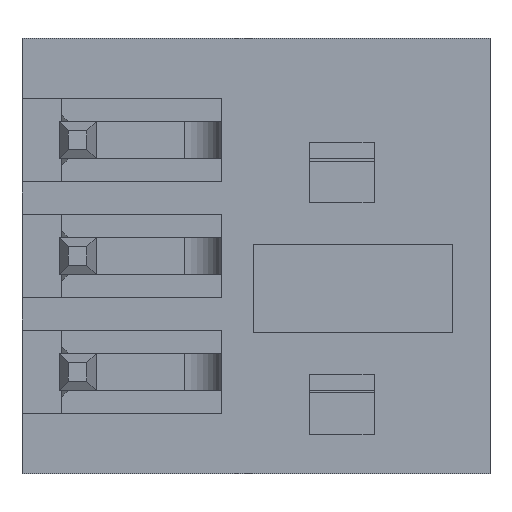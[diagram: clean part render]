
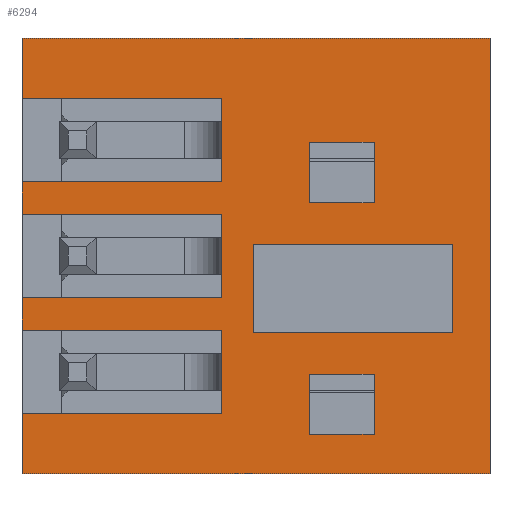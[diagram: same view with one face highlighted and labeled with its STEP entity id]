
A CAD part, left-side view. The second image highlights one B-rep face of the part: STEP entity #6294.
In plain terms, the highlighted planar face has unit normal (-1, 0, 0).
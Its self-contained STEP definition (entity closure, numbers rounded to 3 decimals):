
#81=DIRECTION('',(0.,0.,1.));
#82=VECTOR('',#81,0.7);
#83=CARTESIAN_POINT('',(-3.9,10.1,4.65));
#84=LINE('',#83,#82);
#88=DIRECTION('',(0.,1.,0.));
#89=VECTOR('',#88,1.4);
#90=CARTESIAN_POINT('',(-3.9,2.5,6.2));
#91=LINE('',#90,#89);
#95=DIRECTION('',(0.,0.,-1.));
#96=VECTOR('',#95,1.3);
#97=CARTESIAN_POINT('',(-3.9,3.9,6.2));
#98=LINE('',#97,#96);
#102=DIRECTION('',(0.,-1.,0.));
#103=VECTOR('',#102,1.4);
#104=CARTESIAN_POINT('',(-3.9,3.9,4.9));
#105=LINE('',#104,#103);
#109=DIRECTION('',(0.,0.,1.));
#110=VECTOR('',#109,1.3);
#111=CARTESIAN_POINT('',(-3.9,2.5,4.9));
#112=LINE('',#111,#110);
#116=DIRECTION('',(0.,1.,0.));
#117=VECTOR('',#116,1.4);
#118=CARTESIAN_POINT('',(-3.9,2.5,1.2));
#119=LINE('',#118,#117);
#123=DIRECTION('',(0.,0.,-1.));
#124=VECTOR('',#123,1.3);
#125=CARTESIAN_POINT('',(-3.9,3.9,1.2));
#126=LINE('',#125,#124);
#130=DIRECTION('',(0.,-1.,0.));
#131=VECTOR('',#130,1.4);
#132=CARTESIAN_POINT('',(-3.9,3.9,-0.1));
#133=LINE('',#132,#131);
#137=DIRECTION('',(0.,0.,1.));
#138=VECTOR('',#137,1.3);
#139=CARTESIAN_POINT('',(-3.9,2.5,-0.1));
#140=LINE('',#139,#138);
#144=DIRECTION('',(0.,1.,0.));
#145=VECTOR('',#144,4.3);
#146=CARTESIAN_POINT('',(-3.9,0.8,4.));
#147=LINE('',#146,#145);
#151=DIRECTION('',(0.,-1.,0.));
#152=VECTOR('',#151,4.3);
#153=CARTESIAN_POINT('',(-3.9,5.1,2.1));
#154=LINE('',#153,#152);
#263=DIRECTION('',(0.,0.,-1.));
#264=VECTOR('',#263,1.3);
#265=CARTESIAN_POINT('',(-3.9,10.1,8.45));
#266=LINE('',#265,#264);
#312=DIRECTION('',(0.,0.,-1.));
#313=VECTOR('',#312,0.7);
#314=CARTESIAN_POINT('',(-3.9,10.1,2.85));
#315=LINE('',#314,#313);
#340=DIRECTION('',(0.,0.,-1.));
#341=VECTOR('',#340,1.3);
#342=CARTESIAN_POINT('',(-3.9,10.1,0.35));
#343=LINE('',#342,#341);
#760=DIRECTION('',(0.,0.,1.));
#761=VECTOR('',#760,9.4);
#762=CARTESIAN_POINT('',(-3.9,0.,-0.95));
#763=LINE('',#762,#761);
#3075=DIRECTION('',(0.,-1.,0.));
#3076=VECTOR('',#3075,10.1);
#3077=CARTESIAN_POINT('',(-3.9,10.1,8.45));
#3078=LINE('',#3077,#3076);
#3187=DIRECTION('',(0.,-1.,0.));
#3188=VECTOR('',#3187,10.1);
#3189=CARTESIAN_POINT('',(-3.9,10.1,-0.95));
#3190=LINE('',#3189,#3188);
#3299=DIRECTION('',(0.,-1.,0.));
#3300=VECTOR('',#3299,4.3);
#3301=CARTESIAN_POINT('',(-3.9,10.1,7.15));
#3302=LINE('',#3301,#3300);
#3320=DIRECTION('',(0.,0.,-1.));
#3321=VECTOR('',#3320,1.8);
#3322=CARTESIAN_POINT('',(-3.9,5.8,7.15));
#3323=LINE('',#3322,#3321);
#3823=DIRECTION('',(0.,1.,0.));
#3824=VECTOR('',#3823,4.3);
#3825=CARTESIAN_POINT('',(-3.9,5.8,5.35));
#3826=LINE('',#3825,#3824);
#3914=DIRECTION('',(0.,-1.,0.));
#3915=VECTOR('',#3914,4.3);
#3916=CARTESIAN_POINT('',(-3.9,10.1,4.65));
#3917=LINE('',#3916,#3915);
#3935=DIRECTION('',(0.,0.,-1.));
#3936=VECTOR('',#3935,1.8);
#3937=CARTESIAN_POINT('',(-3.9,5.8,4.65));
#3938=LINE('',#3937,#3936);
#4438=DIRECTION('',(0.,1.,0.));
#4439=VECTOR('',#4438,4.3);
#4440=CARTESIAN_POINT('',(-3.9,5.8,2.85));
#4441=LINE('',#4440,#4439);
#4529=DIRECTION('',(0.,-1.,0.));
#4530=VECTOR('',#4529,4.3);
#4531=CARTESIAN_POINT('',(-3.9,10.1,2.15));
#4532=LINE('',#4531,#4530);
#4550=DIRECTION('',(0.,0.,-1.));
#4551=VECTOR('',#4550,1.8);
#4552=CARTESIAN_POINT('',(-3.9,5.8,2.15));
#4553=LINE('',#4552,#4551);
#4735=DIRECTION('',(0.,1.,0.));
#4736=VECTOR('',#4735,4.3);
#4737=CARTESIAN_POINT('',(-3.9,5.8,0.35));
#4738=LINE('',#4737,#4736);
#5165=DIRECTION('',(0.,0.,-1.));
#5166=VECTOR('',#5165,1.9);
#5167=CARTESIAN_POINT('',(-3.9,0.8,4.));
#5168=LINE('',#5167,#5166);
#5193=DIRECTION('',(0.,0.,1.));
#5194=VECTOR('',#5193,1.9);
#5195=CARTESIAN_POINT('',(-3.9,5.1,2.1));
#5196=LINE('',#5195,#5194);
#5268=CARTESIAN_POINT('',(-3.9,10.1,2.15));
#5270=VERTEX_POINT('',#5268);
#5274=CARTESIAN_POINT('',(-3.9,10.1,0.35));
#5275=VERTEX_POINT('',#5274);
#5324=CARTESIAN_POINT('',(-3.9,5.8,0.35));
#5325=VERTEX_POINT('',#5324);
#5326=CARTESIAN_POINT('',(-3.9,5.8,2.15));
#5327=VERTEX_POINT('',#5326);
#5412=CARTESIAN_POINT('',(-3.9,2.5,1.2));
#5413=CARTESIAN_POINT('',(-3.9,3.9,1.2));
#5414=VERTEX_POINT('',#5412);
#5415=VERTEX_POINT('',#5413);
#5416=CARTESIAN_POINT('',(-3.9,3.9,-0.1));
#5417=VERTEX_POINT('',#5416);
#5418=CARTESIAN_POINT('',(-3.9,2.5,-0.1));
#5419=VERTEX_POINT('',#5418);
#5432=CARTESIAN_POINT('',(-3.9,5.1,2.1));
#5433=CARTESIAN_POINT('',(-3.9,0.8,2.1));
#5434=VERTEX_POINT('',#5432);
#5435=VERTEX_POINT('',#5433);
#5484=CARTESIAN_POINT('',(-3.9,10.1,-0.95));
#5485=CARTESIAN_POINT('',(-3.9,0.,-0.95));
#5486=VERTEX_POINT('',#5484);
#5487=VERTEX_POINT('',#5485);
#5576=CARTESIAN_POINT('',(-3.9,5.8,2.85));
#5577=VERTEX_POINT('',#5576);
#5578=CARTESIAN_POINT('',(-3.9,5.8,4.65));
#5579=VERTEX_POINT('',#5578);
#5676=CARTESIAN_POINT('',(-3.9,5.8,5.35));
#5677=VERTEX_POINT('',#5676);
#5678=CARTESIAN_POINT('',(-3.9,5.8,7.15));
#5679=VERTEX_POINT('',#5678);
#5708=CARTESIAN_POINT('',(-3.9,10.1,4.65));
#5709=VERTEX_POINT('',#5708);
#5710=CARTESIAN_POINT('',(-3.9,10.1,2.85));
#5711=VERTEX_POINT('',#5710);
#5764=CARTESIAN_POINT('',(-3.9,10.1,7.15));
#5765=VERTEX_POINT('',#5764);
#5766=CARTESIAN_POINT('',(-3.9,10.1,5.35));
#5767=VERTEX_POINT('',#5766);
#5844=CARTESIAN_POINT('',(-3.9,2.5,6.2));
#5846=VERTEX_POINT('',#5844);
#5848=CARTESIAN_POINT('',(-3.9,3.9,6.2));
#5850=VERTEX_POINT('',#5848);
#5852=CARTESIAN_POINT('',(-3.9,3.9,4.9));
#5854=VERTEX_POINT('',#5852);
#5856=CARTESIAN_POINT('',(-3.9,2.5,4.9));
#5858=VERTEX_POINT('',#5856);
#5864=CARTESIAN_POINT('',(-3.9,0.8,4.));
#5865=CARTESIAN_POINT('',(-3.9,5.1,4.));
#5866=VERTEX_POINT('',#5864);
#5867=VERTEX_POINT('',#5865);
#5948=CARTESIAN_POINT('',(-3.9,10.1,8.45));
#5949=CARTESIAN_POINT('',(-3.9,0.,8.45));
#5950=VERTEX_POINT('',#5948);
#5951=VERTEX_POINT('',#5949);
#6227=CARTESIAN_POINT('',(-3.9,10.1,0.));
#6228=DIRECTION('',(-1.,0.,0.));
#6229=DIRECTION('',(0.,-1.,0.));
#6230=AXIS2_PLACEMENT_3D('',#6227,#6228,#6229);
#6231=PLANE('',#6230);
#6233=ORIENTED_EDGE('',*,*,#6232,.F.);
#6235=ORIENTED_EDGE('',*,*,#6234,.F.);
#6237=ORIENTED_EDGE('',*,*,#6236,.F.);
#6239=ORIENTED_EDGE('',*,*,#6238,.F.);
#6241=ORIENTED_EDGE('',*,*,#6240,.T.);
#6243=ORIENTED_EDGE('',*,*,#6242,.F.);
#6245=ORIENTED_EDGE('',*,*,#6244,.F.);
#6247=ORIENTED_EDGE('',*,*,#6246,.F.);
#6249=ORIENTED_EDGE('',*,*,#6248,.F.);
#6251=ORIENTED_EDGE('',*,*,#6250,.T.);
#6253=ORIENTED_EDGE('',*,*,#6252,.F.);
#6255=ORIENTED_EDGE('',*,*,#6254,.F.);
#6257=ORIENTED_EDGE('',*,*,#6256,.F.);
#6259=ORIENTED_EDGE('',*,*,#6258,.F.);
#6261=ORIENTED_EDGE('',*,*,#6260,.F.);
#6263=ORIENTED_EDGE('',*,*,#6262,.F.);
#6264=EDGE_LOOP('',(#6233,#6235,#6237,#6239,#6241,#6243,#6245,#6247,#6249,#6251,
#6253,#6255,#6257,#6259,#6261,#6263));
#6265=FACE_OUTER_BOUND('',#6264,.F.);
#6266=ORIENTED_EDGE('',*,*,#6184,.T.);
#6268=ORIENTED_EDGE('',*,*,#6267,.T.);
#6270=ORIENTED_EDGE('',*,*,#6269,.T.);
#6271=ORIENTED_EDGE('',*,*,#6207,.T.);
#6272=EDGE_LOOP('',(#6266,#6268,#6270,#6271));
#6273=FACE_BOUND('',#6272,.F.);
#6275=ORIENTED_EDGE('',*,*,#6274,.T.);
#6277=ORIENTED_EDGE('',*,*,#6276,.T.);
#6279=ORIENTED_EDGE('',*,*,#6278,.T.);
#6281=ORIENTED_EDGE('',*,*,#6280,.T.);
#6282=EDGE_LOOP('',(#6275,#6277,#6279,#6281));
#6283=FACE_BOUND('',#6282,.F.);
#6285=ORIENTED_EDGE('',*,*,#6284,.F.);
#6287=ORIENTED_EDGE('',*,*,#6286,.T.);
#6289=ORIENTED_EDGE('',*,*,#6288,.F.);
#6291=ORIENTED_EDGE('',*,*,#6290,.T.);
#6292=EDGE_LOOP('',(#6285,#6287,#6289,#6291));
#6293=FACE_BOUND('',#6292,.F.);
#6294=ADVANCED_FACE('',(#6265,#6273,#6283,#6293),#6231,.T.);
#6184=EDGE_CURVE('',#5846,#5850,#91,.T.);
#6207=EDGE_CURVE('',#5858,#5846,#112,.T.);
#6232=EDGE_CURVE('',#5711,#5270,#315,.T.);
#6234=EDGE_CURVE('',#5577,#5711,#4441,.T.);
#6236=EDGE_CURVE('',#5579,#5577,#3938,.T.);
#6238=EDGE_CURVE('',#5709,#5579,#3917,.T.);
#6240=EDGE_CURVE('',#5709,#5767,#84,.T.);
#6242=EDGE_CURVE('',#5677,#5767,#3826,.T.);
#6244=EDGE_CURVE('',#5679,#5677,#3323,.T.);
#6246=EDGE_CURVE('',#5765,#5679,#3302,.T.);
#6248=EDGE_CURVE('',#5950,#5765,#266,.T.);
#6250=EDGE_CURVE('',#5950,#5951,#3078,.T.);
#6252=EDGE_CURVE('',#5487,#5951,#763,.T.);
#6254=EDGE_CURVE('',#5486,#5487,#3190,.T.);
#6256=EDGE_CURVE('',#5275,#5486,#343,.T.);
#6258=EDGE_CURVE('',#5325,#5275,#4738,.T.);
#6260=EDGE_CURVE('',#5327,#5325,#4553,.T.);
#6262=EDGE_CURVE('',#5270,#5327,#4532,.T.);
#6267=EDGE_CURVE('',#5850,#5854,#98,.T.);
#6269=EDGE_CURVE('',#5854,#5858,#105,.T.);
#6274=EDGE_CURVE('',#5414,#5415,#119,.T.);
#6276=EDGE_CURVE('',#5415,#5417,#126,.T.);
#6278=EDGE_CURVE('',#5417,#5419,#133,.T.);
#6280=EDGE_CURVE('',#5419,#5414,#140,.T.);
#6284=EDGE_CURVE('',#5866,#5435,#5168,.T.);
#6286=EDGE_CURVE('',#5866,#5867,#147,.T.);
#6288=EDGE_CURVE('',#5434,#5867,#5196,.T.);
#6290=EDGE_CURVE('',#5434,#5435,#154,.T.);
